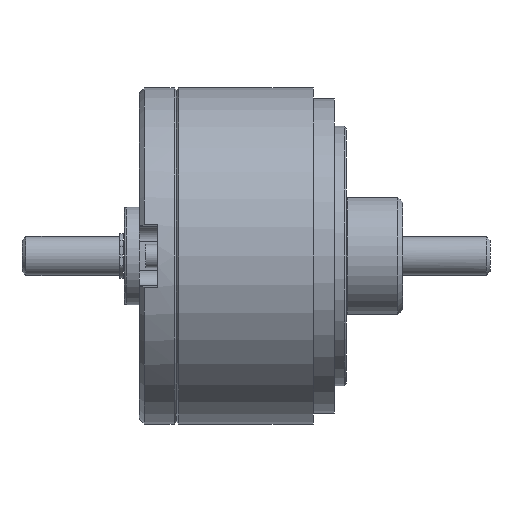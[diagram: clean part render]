
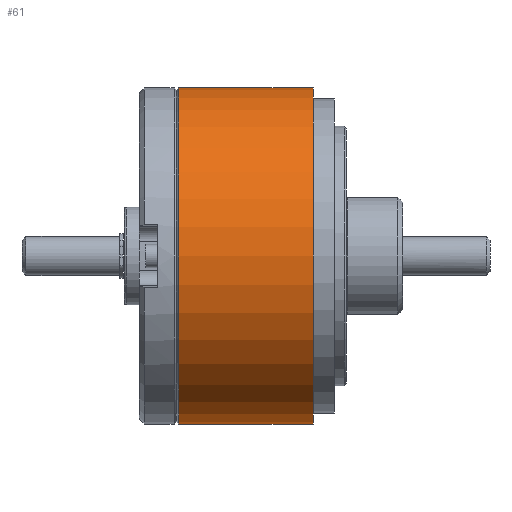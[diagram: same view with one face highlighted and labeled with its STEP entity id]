
A CAD part, front view. The second image highlights one B-rep face of the part: STEP entity #61.
In plain terms, the highlighted cylindrical face has radius 27.369 mm (diameter 54.737 mm), a partial arc.
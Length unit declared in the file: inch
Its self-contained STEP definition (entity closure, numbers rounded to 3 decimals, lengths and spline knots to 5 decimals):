
#61 = ADVANCED_FACE ( 'NONE', ( #2948 ), #4552, .T. ) ;
#1346 = AXIS2_PLACEMENT_3D ( 'NONE', #7554, #7555, #7556 ) ;
#1347 = AXIS2_PLACEMENT_3D ( 'NONE', #7557, #7558, #7559 ) ;
#1683 = AXIS2_PLACEMENT_3D ( 'NONE', #6855, #6863, #7049 ) ;
#2266 = ORIENTED_EDGE ( 'NONE', *, *, #6443, .T. ) ;
#2387 = ORIENTED_EDGE ( 'NONE', *, *, #6427, .F. ) ;
#2448 = ORIENTED_EDGE ( 'NONE', *, *, #6429, .T. ) ;
#2452 = ORIENTED_EDGE ( 'NONE', *, *, #6442, .T. ) ;
#2803 = VERTEX_POINT ( 'NONE', #4721 ) ;
#2948 = FACE_OUTER_BOUND ( 'NONE', #2996, .T. ) ;
#2996 = EDGE_LOOP ( 'NONE', ( #2387, #2266, #2448, #2452 ) ) ;
#4308 = VERTEX_POINT ( 'NONE', #5736 ) ;
#4382 = VERTEX_POINT ( 'NONE', #5980 ) ;
#4383 = VERTEX_POINT ( 'NONE', #5981 ) ;
#4552 = CYLINDRICAL_SURFACE ( 'NONE', #1683, 1.0775 ) ;
#4721 = CARTESIAN_POINT ( 'NONE',  ( 1.113, 0., 1.0775 ) ) ;
#5736 = CARTESIAN_POINT ( 'NONE',  ( 1.113, 0., -1.0775 ) ) ;
#5980 = CARTESIAN_POINT ( 'NONE',  ( 0.252, 0., -1.0775 ) ) ;
#5981 = CARTESIAN_POINT ( 'NONE',  ( 0.252, 0., 1.0775 ) ) ;
#6427 = EDGE_CURVE ( 'NONE', #4308, #4382, #8554, .T. ) ;
#6429 = EDGE_CURVE ( 'NONE', #2803, #4383, #8557, .T. ) ;
#6442 = EDGE_CURVE ( 'NONE', #4383, #4382, #8573, .T. ) ;
#6443 = EDGE_CURVE ( 'NONE', #4308, #2803, #8574, .T. ) ;
#6855 = CARTESIAN_POINT ( 'NONE',  ( -1.15014, 0., 0. ) ) ;
#6863 = DIRECTION ( 'NONE',  ( -1., 0., 0. ) ) ;
#7049 = DIRECTION ( 'NONE',  ( 0., 0., 1. ) ) ;
#7480 = DIRECTION ( 'NONE',  ( -1., 0., 0. ) ) ;
#7511 = DIRECTION ( 'NONE',  ( -1., 0., 0. ) ) ;
#7512 = CARTESIAN_POINT ( 'NONE',  ( -1.15014, 0., 1.0775 ) ) ;
#7513 = CARTESIAN_POINT ( 'NONE',  ( -1.15014, 0., -1.0775 ) ) ;
#7554 = CARTESIAN_POINT ( 'NONE',  ( 0.252, 0., 0. ) ) ;
#7555 = DIRECTION ( 'NONE',  ( 1., 0., 0. ) ) ;
#7556 = DIRECTION ( 'NONE',  ( 0., 0., -1. ) ) ;
#7557 = CARTESIAN_POINT ( 'NONE',  ( 1.113, 0., 0. ) ) ;
#7558 = DIRECTION ( 'NONE',  ( -1., 0., 0. ) ) ;
#7559 = DIRECTION ( 'NONE',  ( 0., 0., 1. ) ) ;
#8554 = LINE ( 'NONE', #7513, #8556 ) ;
#8556 = VECTOR ( 'NONE', #7480, 39.37008 ) ;
#8557 = LINE ( 'NONE', #7512, #8559 ) ;
#8559 = VECTOR ( 'NONE', #7511, 39.37008 ) ;
#8573 = CIRCLE ( 'NONE', #1346, 1.0775 ) ;
#8574 = CIRCLE ( 'NONE', #1347, 1.0775 ) ;
